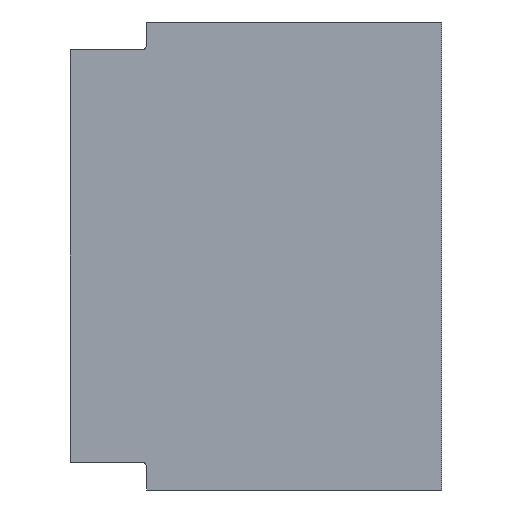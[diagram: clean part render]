
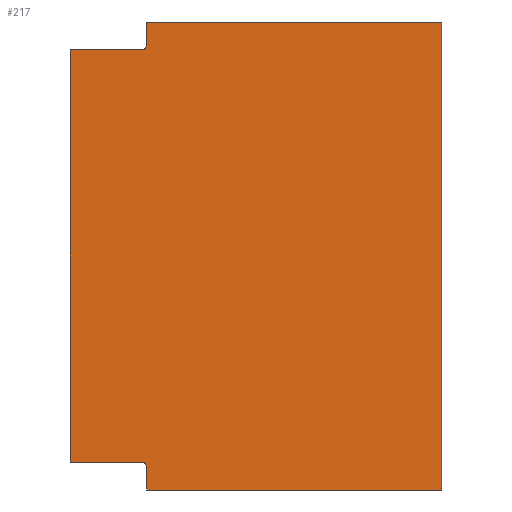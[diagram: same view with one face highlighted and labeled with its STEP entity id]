
A CAD part, left-side view. The second image highlights one B-rep face of the part: STEP entity #217.
In plain terms, the highlighted planar face has unit normal (-1, 0, 0).
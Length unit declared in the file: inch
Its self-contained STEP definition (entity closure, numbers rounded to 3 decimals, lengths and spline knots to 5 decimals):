
#17=FACE_OUTER_BOUND('',#29,.T.);
#29=EDGE_LOOP('',(#147,#148,#149,#150,#151,#152,#153,#154,#155,#156));
#41=CIRCLE('',#238,0.25);
#42=CIRCLE('',#239,0.25);
#45=LINE('',#317,#71);
#46=LINE('',#319,#72);
#47=LINE('',#321,#73);
#48=LINE('',#323,#74);
#49=LINE('',#325,#75);
#50=LINE('',#329,#76);
#51=LINE('',#331,#77);
#52=LINE('',#333,#78);
#71=VECTOR('',#257,1.125);
#72=VECTOR('',#258,14.5);
#73=VECTOR('',#259,23.);
#74=VECTOR('',#260,14.5);
#75=VECTOR('',#261,1.125);
#76=VECTOR('',#264,3.5);
#77=VECTOR('',#265,20.25);
#78=VECTOR('',#266,3.5);
#97=VERTEX_POINT('',#315);
#98=VERTEX_POINT('',#316);
#99=VERTEX_POINT('',#318);
#100=VERTEX_POINT('',#320);
#101=VERTEX_POINT('',#322);
#102=VERTEX_POINT('',#324);
#103=VERTEX_POINT('',#326);
#104=VERTEX_POINT('',#328);
#105=VERTEX_POINT('',#330);
#106=VERTEX_POINT('',#332);
#117=EDGE_CURVE('',#97,#98,#45,.T.);
#118=EDGE_CURVE('',#98,#99,#46,.T.);
#119=EDGE_CURVE('',#99,#100,#47,.T.);
#120=EDGE_CURVE('',#100,#101,#48,.T.);
#121=EDGE_CURVE('',#101,#102,#49,.T.);
#122=EDGE_CURVE('',#103,#102,#41,.T.);
#123=EDGE_CURVE('',#103,#104,#50,.T.);
#124=EDGE_CURVE('',#104,#105,#51,.T.);
#125=EDGE_CURVE('',#105,#106,#52,.T.);
#126=EDGE_CURVE('',#97,#106,#42,.T.);
#147=ORIENTED_EDGE('',*,*,#117,.T.);
#148=ORIENTED_EDGE('',*,*,#118,.T.);
#149=ORIENTED_EDGE('',*,*,#119,.T.);
#150=ORIENTED_EDGE('',*,*,#120,.T.);
#151=ORIENTED_EDGE('',*,*,#121,.T.);
#152=ORIENTED_EDGE('',*,*,#122,.F.);
#153=ORIENTED_EDGE('',*,*,#123,.T.);
#154=ORIENTED_EDGE('',*,*,#124,.T.);
#155=ORIENTED_EDGE('',*,*,#125,.T.);
#156=ORIENTED_EDGE('',*,*,#126,.F.);
#207=PLANE('',#237);
#217=ADVANCED_FACE('',(#17),#207,.F.);
#237=AXIS2_PLACEMENT_3D('',#314,#255,#256);
#238=AXIS2_PLACEMENT_3D('',#327,#262,#263);
#239=AXIS2_PLACEMENT_3D('',#334,#267,#268);
#255=DIRECTION('center_axis',(1.,0.,0.));
#256=DIRECTION('ref_axis',(0.,0.,-1.));
#257=DIRECTION('',(0.,0.,-1.));
#258=DIRECTION('',(0.,-1.,0.));
#259=DIRECTION('',(0.,0.,1.));
#260=DIRECTION('',(0.,1.,0.));
#261=DIRECTION('',(0.,0.,-1.));
#262=DIRECTION('center_axis',(-1.,0.,0.));
#263=DIRECTION('ref_axis',(0.,0.,-1.));
#264=DIRECTION('',(0.,1.,0.));
#265=DIRECTION('',(0.,0.,-1.));
#266=DIRECTION('',(0.,-1.,0.));
#267=DIRECTION('center_axis',(-1.,0.,0.));
#268=DIRECTION('ref_axis',(0.,-1.,0.));
#314=CARTESIAN_POINT('Origin',(0.,0.,0.));
#315=CARTESIAN_POINT('',(0.,14.5,-21.875));
#316=CARTESIAN_POINT('',(0.,14.5,-23.));
#317=CARTESIAN_POINT('',(0.,14.5,-21.875));
#318=CARTESIAN_POINT('',(0.,0.,-23.));
#319=CARTESIAN_POINT('',(0.,14.5,-23.));
#320=CARTESIAN_POINT('',(0.,0.,0.));
#321=CARTESIAN_POINT('',(0.,0.,-23.));
#322=CARTESIAN_POINT('',(0.,14.5,0.));
#323=CARTESIAN_POINT('',(0.,0.,0.));
#324=CARTESIAN_POINT('',(0.,14.5,-1.125));
#325=CARTESIAN_POINT('',(0.,14.5,0.));
#326=CARTESIAN_POINT('',(0.,14.75,-1.375));
#327=CARTESIAN_POINT('Origin',(0.,14.75,-1.125));
#328=CARTESIAN_POINT('',(0.,18.25,-1.375));
#329=CARTESIAN_POINT('',(0.,14.75,-1.375));
#330=CARTESIAN_POINT('',(0.,18.25,-21.625));
#331=CARTESIAN_POINT('',(0.,18.25,-1.375));
#332=CARTESIAN_POINT('',(0.,14.75,-21.625));
#333=CARTESIAN_POINT('',(0.,18.25,-21.625));
#334=CARTESIAN_POINT('Origin',(0.,14.75,-21.875));
